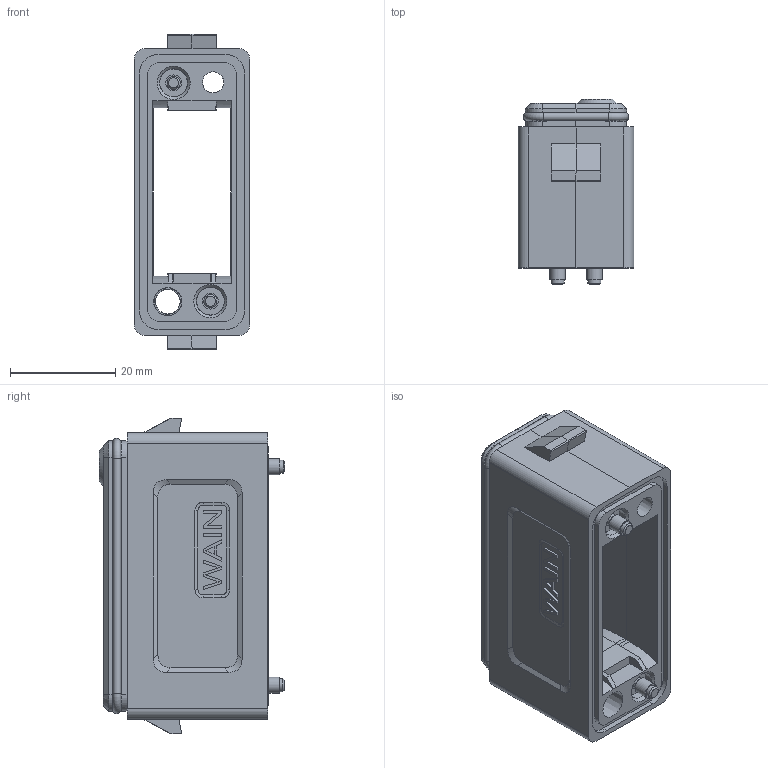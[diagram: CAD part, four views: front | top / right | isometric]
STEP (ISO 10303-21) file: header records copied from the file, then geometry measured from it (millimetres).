
FILE_DESCRIPTION(/* description */ (''),/* implementation_level */ '2;1');
FILE_NAME(/* name */ 'BK.prt.stp',/* time_stamp */ '2017-06-23T15:02:59+08:00',/* author */ (''),/* organization */ (''),/* preprocessor_version */ 'ST-DEVELOPER v11',/* originating_system */ 'SIEMENS PLM Software NX 7.0',/* authorisation */ '');
FILE_SCHEMA (('CONFIG_CONTROL_DESIGN'));
Length unit declared in the file: millimetre
Products named in the file (1): BK
Bounding box: 22 x 35.29 x 60 mm (x, y, z)
Surface area: 12618.8 mm2 (no closed solid volume)
Topology: 0 solids, 1 shells, 417 faces, 1090 edges, 703 vertices
Faces by surface type: plane 262, cylinder 68, cone 38, bspline 23, extrusion 16, torus 10
Full cylindrical faces by diameter (mm): 2.5 x2, 3 x2
Entity records: 14951 total; most frequent: CARTESIAN_POINT 5135, ORIENTED_EDGE 2100, DIRECTION 1809, EDGE_CURVE 1050, VERTEX_POINT 692, VECTOR 621, LINE 605, AXIS2_PLACEMENT_3D 594
